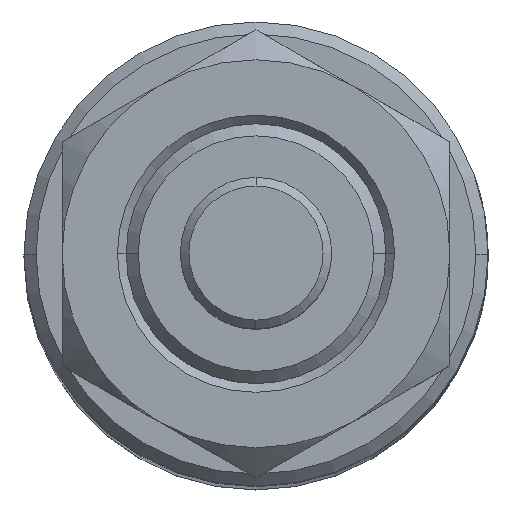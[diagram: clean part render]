
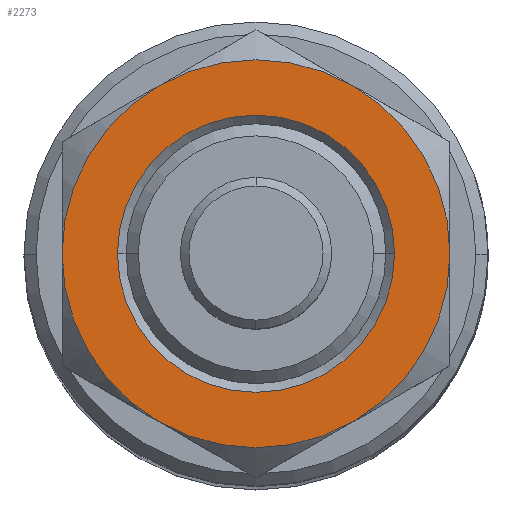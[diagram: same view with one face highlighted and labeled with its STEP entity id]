
A CAD part, top view. The second image highlights one B-rep face of the part: STEP entity #2273.
In plain terms, the highlighted planar face has unit normal (0, 0, 1).
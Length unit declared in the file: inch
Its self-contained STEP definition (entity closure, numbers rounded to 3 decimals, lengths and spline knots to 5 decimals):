
#15 = CARTESIAN_POINT ( 'NONE',  ( 0.28, -0.48497, 0.21 ) ) ;
#72 = VERTEX_POINT ( 'NONE', #1331 ) ;
#221 = AXIS2_PLACEMENT_3D ( 'NONE', #3200, #1534, #3474 ) ;
#223 = CARTESIAN_POINT ( 'NONE',  ( 0.56, 0.96995, 0.21 ) ) ;
#233 = DIRECTION ( 'NONE',  ( 0., 0., -1. ) ) ;
#367 = CARTESIAN_POINT ( 'NONE',  ( 0., 0., 0.21 ) ) ;
#377 = VERTEX_POINT ( 'NONE', #15 ) ;
#381 = EDGE_CURVE ( 'NONE', #3523, #2617, #640, .T. ) ;
#464 = ORIENTED_EDGE ( 'NONE', *, *, #897, .F. ) ;
#484 = ORIENTED_EDGE ( 'NONE', *, *, #3461, .F. ) ;
#538 = FACE_OUTER_BOUND ( 'NONE', #2284, .T. ) ;
#589 = CARTESIAN_POINT ( 'NONE',  ( 0., 0., 0.21 ) ) ;
#620 = CARTESIAN_POINT ( 'NONE',  ( 0.28, 0.48497, 0.21 ) ) ;
#640 = CIRCLE ( 'NONE', #1343, 0.56 ) ;
#652 = DIRECTION ( 'NONE',  ( -1., 0., 0. ) ) ;
#687 = ORIENTED_EDGE ( 'NONE', *, *, #1578, .F. ) ;
#749 = DIRECTION ( 'NONE',  ( 0., 0., 1. ) ) ;
#768 = CARTESIAN_POINT ( 'NONE',  ( 0., 0., 0.21 ) ) ;
#803 = CIRCLE ( 'NONE', #927, 0.56 ) ;
#861 = VERTEX_POINT ( 'NONE', #620 ) ;
#867 = DIRECTION ( 'NONE',  ( -1., 0., 0. ) ) ;
#897 = EDGE_CURVE ( 'NONE', #2614, #377, #803, .T. ) ;
#927 = AXIS2_PLACEMENT_3D ( 'NONE', #3414, #1767, #1233 ) ;
#1042 = CARTESIAN_POINT ( 'NONE',  ( -0.4, 0., 0.21 ) ) ;
#1052 = DIRECTION ( 'NONE',  ( -1., 0., 0. ) ) ;
#1069 = DIRECTION ( 'NONE',  ( -1., 0., 0. ) ) ;
#1107 = CIRCLE ( 'NONE', #2855, 0.4 ) ;
#1211 = ORIENTED_EDGE ( 'NONE', *, *, #2280, .F. ) ;
#1233 = DIRECTION ( 'NONE',  ( -1., 0., 0. ) ) ;
#1242 = CIRCLE ( 'NONE', #3219, 0.56 ) ;
#1289 = FACE_BOUND ( 'NONE', #3602, .T. ) ;
#1331 = CARTESIAN_POINT ( 'NONE',  ( 0.4, 0., 0.21 ) ) ;
#1343 = AXIS2_PLACEMENT_3D ( 'NONE', #589, #2535, #867 ) ;
#1534 = DIRECTION ( 'NONE',  ( 0., 0., -1. ) ) ;
#1539 = DIRECTION ( 'NONE',  ( 0., 0., -1. ) ) ;
#1547 = CIRCLE ( 'NONE', #3013, 0.56 ) ;
#1578 = EDGE_CURVE ( 'NONE', #2617, #861, #1547, .T. ) ;
#1685 = AXIS2_PLACEMENT_3D ( 'NONE', #2432, #749, #2698 ) ;
#1767 = DIRECTION ( 'NONE',  ( 0., 0., -1. ) ) ;
#1919 = CARTESIAN_POINT ( 'NONE',  ( 0., 0., 0.21 ) ) ;
#2083 = AXIS2_PLACEMENT_3D ( 'NONE', #1919, #233, #2192 ) ;
#2192 = DIRECTION ( 'NONE',  ( -1., 0., 0. ) ) ;
#2264 = AXIS2_PLACEMENT_3D ( 'NONE', #223, #2734, #1069 ) ;
#2273 = ADVANCED_FACE ( 'NONE', ( #1289, #538 ), #2994, .F. ) ;
#2280 = EDGE_CURVE ( 'NONE', #377, #2869, #3504, .T. ) ;
#2284 = EDGE_LOOP ( 'NONE', ( #2948, #484, #1211, #464, #3488, #687 ) ) ;
#2327 = DIRECTION ( 'NONE',  ( 0., 0., -1. ) ) ;
#2432 = CARTESIAN_POINT ( 'NONE',  ( 0., 0., 0.21 ) ) ;
#2466 = CARTESIAN_POINT ( 'NONE',  ( -0.56, 0., 0.21 ) ) ;
#2535 = DIRECTION ( 'NONE',  ( 0., 0., -1. ) ) ;
#2614 = VERTEX_POINT ( 'NONE', #2884 ) ;
#2617 = VERTEX_POINT ( 'NONE', #2898 ) ;
#2698 = DIRECTION ( 'NONE',  ( 1., 0., 0. ) ) ;
#2716 = DIRECTION ( 'NONE',  ( 0., 0., -1. ) ) ;
#2734 = DIRECTION ( 'NONE',  ( 0., 0., -1. ) ) ;
#2803 = EDGE_CURVE ( 'NONE', #3454, #72, #1107, .T. ) ;
#2855 = AXIS2_PLACEMENT_3D ( 'NONE', #367, #2327, #652 ) ;
#2869 = VERTEX_POINT ( 'NONE', #2927 ) ;
#2871 = ORIENTED_EDGE ( 'NONE', *, *, #2803, .T. ) ;
#2884 = CARTESIAN_POINT ( 'NONE',  ( 0.56, 0., 0.21 ) ) ;
#2888 = CIRCLE ( 'NONE', #1685, 0.56 ) ;
#2898 = CARTESIAN_POINT ( 'NONE',  ( -0.28, 0.48497, 0.21 ) ) ;
#2927 = CARTESIAN_POINT ( 'NONE',  ( -0.28, -0.48497, 0.21 ) ) ;
#2938 = EDGE_CURVE ( 'NONE', #2614, #861, #2888, .T. ) ;
#2948 = ORIENTED_EDGE ( 'NONE', *, *, #381, .F. ) ;
#2994 = PLANE ( 'NONE',  #2264 ) ;
#3013 = AXIS2_PLACEMENT_3D ( 'NONE', #3205, #1539, #3476 ) ;
#3158 = ORIENTED_EDGE ( 'NONE', *, *, #3255, .T. ) ;
#3200 = CARTESIAN_POINT ( 'NONE',  ( 0., 0., 0.21 ) ) ;
#3205 = CARTESIAN_POINT ( 'NONE',  ( 0., 0., 0.21 ) ) ;
#3219 = AXIS2_PLACEMENT_3D ( 'NONE', #768, #2716, #1052 ) ;
#3242 = CIRCLE ( 'NONE', #221, 0.4 ) ;
#3255 = EDGE_CURVE ( 'NONE', #72, #3454, #3242, .T. ) ;
#3414 = CARTESIAN_POINT ( 'NONE',  ( 0., 0., 0.21 ) ) ;
#3454 = VERTEX_POINT ( 'NONE', #1042 ) ;
#3461 = EDGE_CURVE ( 'NONE', #2869, #3523, #1242, .T. ) ;
#3474 = DIRECTION ( 'NONE',  ( -1., 0., 0. ) ) ;
#3476 = DIRECTION ( 'NONE',  ( -1., 0., 0. ) ) ;
#3488 = ORIENTED_EDGE ( 'NONE', *, *, #2938, .T. ) ;
#3504 = CIRCLE ( 'NONE', #2083, 0.56 ) ;
#3523 = VERTEX_POINT ( 'NONE', #2466 ) ;
#3602 = EDGE_LOOP ( 'NONE', ( #3158, #2871 ) ) ;
